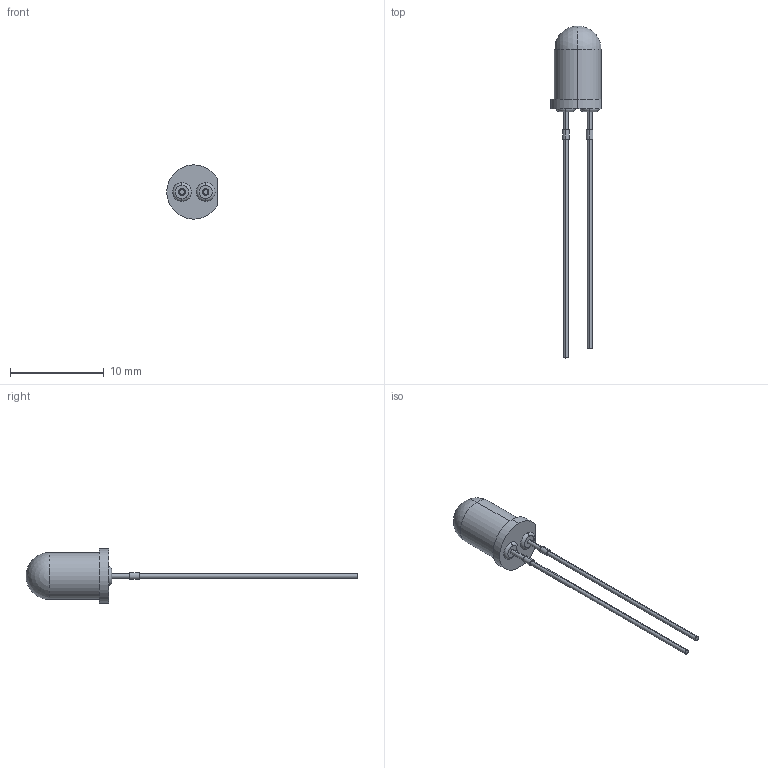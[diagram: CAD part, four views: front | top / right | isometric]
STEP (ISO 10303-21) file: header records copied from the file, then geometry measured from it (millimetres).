
FILE_DESCRIPTION (( 'STEP AP214' ), '1' );
FILE_NAME ('151054RS03000.STEP', '2020-04-10T13:48:26', ( '' ), ( '' ), 'SwSTEP 2.0', 'SolidWorks 2017', '' );
FILE_SCHEMA (( 'AUTOMOTIVE_DESIGN' ));
Length unit declared in the file: millimetre
Products named in the file (1): 151054RS03000
Bounding box: 5.41 x 35.5 x 5.8 mm (x, y, z)
Volume: 175.6 mm3; surface area: 261 mm2
Topology: 3 solids, 3 shells, 42 faces, 84 edges, 55 vertices
Faces by surface type: cylinder 21, plane 15, torus 4, sphere 2
Entity records: 1144 total; most frequent: DIRECTION 222, CARTESIAN_POINT 176, ORIENTED_EDGE 160, AXIS2_PLACEMENT_3D 99, EDGE_CURVE 80, CIRCLE 56, VERTEX_POINT 53, EDGE_LOOP 51
